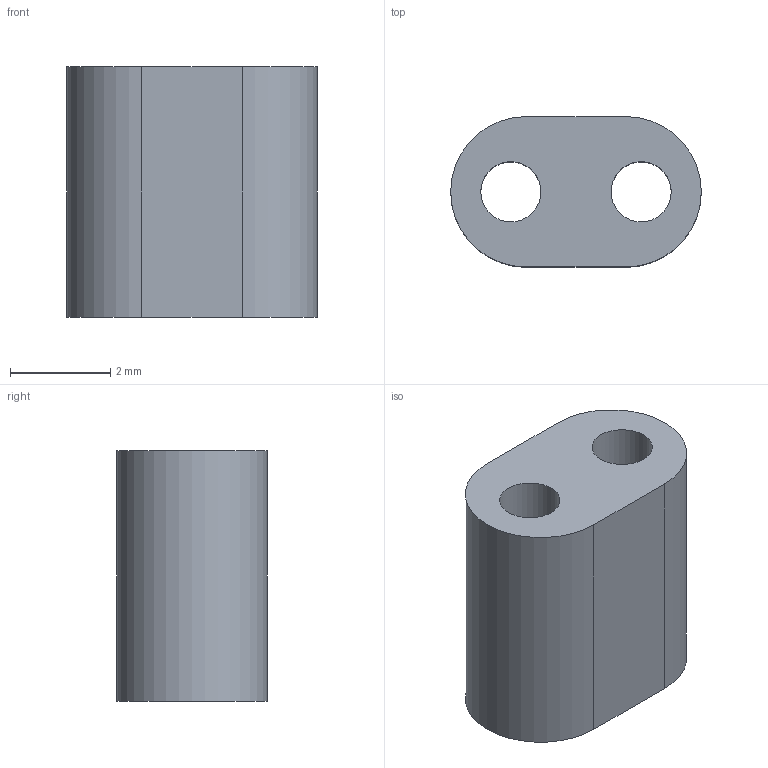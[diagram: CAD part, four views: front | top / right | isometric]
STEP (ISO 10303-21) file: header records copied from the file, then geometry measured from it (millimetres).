
FILE_DESCRIPTION( ( 'Unknown' ), '1' );
FILE_NAME( '7427050.stp', 'Unknown', ( 'Unknown' ), ( 'Unknown' ), 'XStep 1.0', 'Unknown', ' ' );
FILE_SCHEMA( ( 'automotive_design' ) );
Length unit declared in the file: millimetre
Products named in the file (1): 1
Bounding box: 5 x 3 x 5 mm (x, y, z)
Volume: 54 mm3; surface area: 126.4 mm2
Topology: 1 solids, 1 shells, 8 faces, 18 edges, 12 vertices
Faces by surface type: plane 4, cylinder 4
Full cylindrical faces by diameter (mm): 1.2 x2
Entity records: 308 total; most frequent: DIRECTION 42, CARTESIAN_POINT 37, ORIENTED_EDGE 32, AXIS2_PLACEMENT_3D 17, EDGE_CURVE 16, EDGE_LOOP 14, VERTEX_POINT 12, FACE_OUTER_BOUND 10
